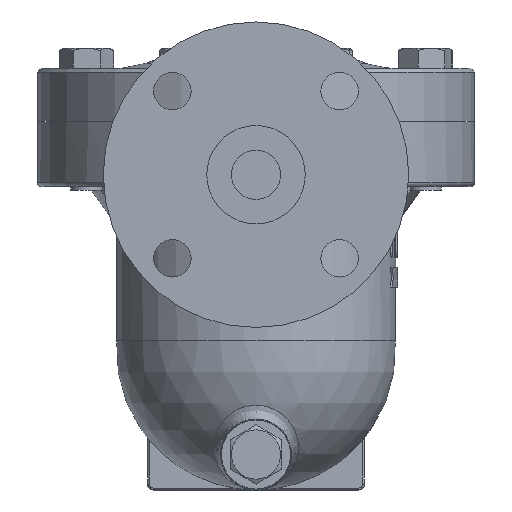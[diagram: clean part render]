
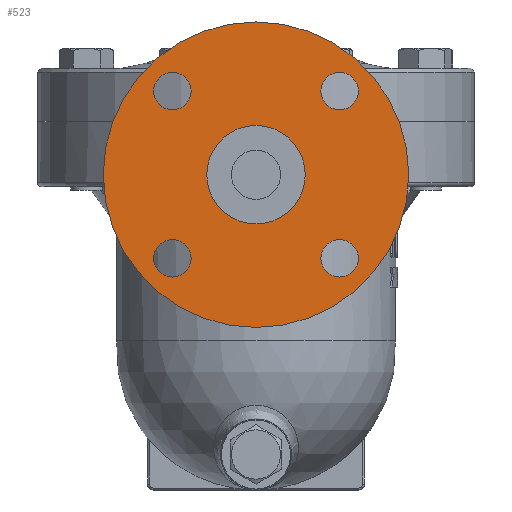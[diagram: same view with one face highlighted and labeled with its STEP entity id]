
A CAD part, left-side view. The second image highlights one B-rep face of the part: STEP entity #523.
In plain terms, the highlighted free-form (B-spline) face has degree [1, 1] with [2, 2] control points.
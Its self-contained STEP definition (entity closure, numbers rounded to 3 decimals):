
#295=CARTESIAN_POINT('',(-188.,0.0,50.5));
#296=VERTEX_POINT('',#295);
#297=CARTESIAN_POINT('',(-188.,0.0,-27.));
#298=DIRECTION('',(-1.0,0.0,0.0));
#299=DIRECTION('',(0.0,0.0,1.0));
#300=AXIS2_PLACEMENT_3D('',#297,#298,#299);
#301=CIRCLE('',#300,77.5);
#302=EDGE_CURVE('',#296,#296,#301,.T.);
#318=CARTESIAN_POINT('',(-188.,-32.926,-69.426));
#319=VERTEX_POINT('',#318);
#320=CARTESIAN_POINT('',(-188.,-42.426,-69.426));
#321=DIRECTION('',(1.0,0.0,0.0));
#322=DIRECTION('',(0.0,1.0,0.0));
#323=AXIS2_PLACEMENT_3D('',#320,#321,#322);
#324=CIRCLE('',#323,9.5);
#325=EDGE_CURVE('',#319,#319,#324,.T.);
#338=CARTESIAN_POINT('',(-188.,42.426,-59.926));
#339=VERTEX_POINT('',#338);
#340=CARTESIAN_POINT('',(-188.,42.426,-69.426));
#341=DIRECTION('',(1.0,0.0,0.0));
#342=DIRECTION('',(0.0,0.0,1.0));
#343=AXIS2_PLACEMENT_3D('',#340,#341,#342);
#344=CIRCLE('',#343,9.5);
#345=EDGE_CURVE('',#339,#339,#344,.T.);
#358=CARTESIAN_POINT('',(-188.,32.926,15.426));
#359=VERTEX_POINT('',#358);
#360=CARTESIAN_POINT('',(-188.,42.426,15.426));
#361=DIRECTION('',(1.0,0.0,0.0));
#362=DIRECTION('',(0.0,-1.0,0.0));
#363=AXIS2_PLACEMENT_3D('',#360,#361,#362);
#364=CIRCLE('',#363,9.5);
#365=EDGE_CURVE('',#359,#359,#364,.T.);
#378=CARTESIAN_POINT('',(-188.,-42.426,5.926));
#379=VERTEX_POINT('',#378);
#380=CARTESIAN_POINT('',(-188.,-42.426,15.426));
#381=DIRECTION('',(1.0,0.0,0.0));
#382=DIRECTION('',(0.0,0.0,-1.0));
#383=AXIS2_PLACEMENT_3D('',#380,#381,#382);
#384=CIRCLE('',#383,9.5);
#385=EDGE_CURVE('',#379,#379,#384,.T.);
#485=CARTESIAN_POINT('',(-188.,0.0,-2.));
#486=VERTEX_POINT('',#485);
#487=CARTESIAN_POINT('',(-188.,0.0,-27.));
#488=DIRECTION('',(-1.0,0.0,0.0));
#489=DIRECTION('',(0.0,0.0,1.0));
#490=AXIS2_PLACEMENT_3D('',#487,#488,#489);
#491=CIRCLE('',#490,25.);
#492=EDGE_CURVE('',#486,#486,#491,.T.);
#500=CARTESIAN_POINT('',(-188.,77.5,50.5));
#501=CARTESIAN_POINT('',(-188.,77.5,-104.5));
#502=CARTESIAN_POINT('',(-188.,-77.5,50.5));
#503=CARTESIAN_POINT('',(-188.,-77.5,-104.5));
#504=B_SPLINE_SURFACE_WITH_KNOTS('',1,1,((#500,#502),(#501,#503)),.UNSPECIFIED.,.F.,.F.,.U.,(2,2),(2,2),(0.0,155.),(0.0,155.),.UNSPECIFIED.);
#505=ORIENTED_EDGE('',*,*,#302,.T.);
#506=EDGE_LOOP('',(#505));
#507=FACE_OUTER_BOUND('',#506,.T.);
#508=ORIENTED_EDGE('',*,*,#325,.T.);
#509=EDGE_LOOP('',(#508));
#510=FACE_BOUND('',#509,.T.);
#511=ORIENTED_EDGE('',*,*,#345,.T.);
#512=EDGE_LOOP('',(#511));
#513=FACE_BOUND('',#512,.T.);
#514=ORIENTED_EDGE('',*,*,#365,.T.);
#515=EDGE_LOOP('',(#514));
#516=FACE_BOUND('',#515,.T.);
#517=ORIENTED_EDGE('',*,*,#385,.T.);
#518=EDGE_LOOP('',(#517));
#519=FACE_BOUND('',#518,.T.);
#520=ORIENTED_EDGE('',*,*,#492,.F.);
#521=EDGE_LOOP('',(#520));
#522=FACE_BOUND('',#521,.T.);
#523=ADVANCED_FACE('',(#507,#510,#513,#516,#519,#522),#504,.T.);
